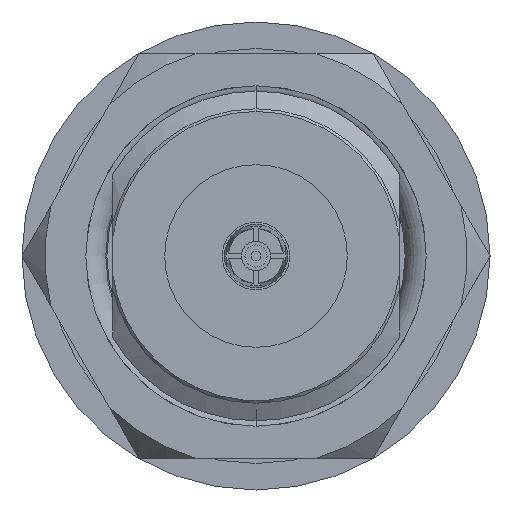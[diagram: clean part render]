
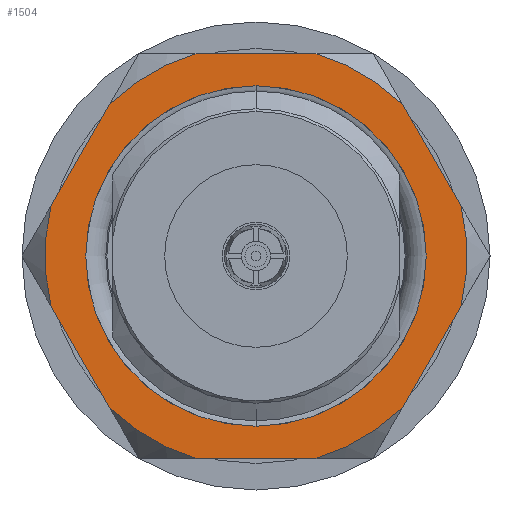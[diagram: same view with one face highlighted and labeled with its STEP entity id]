
A CAD part, left-side view. The second image highlights one B-rep face of the part: STEP entity #1504.
In plain terms, the highlighted face is planar.
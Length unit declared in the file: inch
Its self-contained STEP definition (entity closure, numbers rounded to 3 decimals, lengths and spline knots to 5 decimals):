
#162 = ORIENTED_EDGE ( 'NONE', *, *, #2076, .F. ) ;
#459 = CARTESIAN_POINT ( 'NONE',  ( 0.21651, 0.061, 0.375 ) ) ;
#501 = ORIENTED_EDGE ( 'NONE', *, *, #8558, .F. ) ;
#578 = ORIENTED_EDGE ( 'NONE', *, *, #14491, .F. ) ;
#598 = CARTESIAN_POINT ( 'NONE',  ( 0., 0.061, 0. ) ) ;
#678 = DIRECTION ( 'NONE',  ( 0., -1., 0. ) ) ;
#764 = CIRCLE ( 'NONE', #16014, 0.39056 ) ;
#864 = CARTESIAN_POINT ( 'NONE',  ( -0.37932, 0.061, -0.09299 ) ) ;
#1504 = ADVANCED_FACE ( 'NONE', ( #22803, #4748 ), #16391, .F. ) ;
#1575 = VERTEX_POINT ( 'NONE', #14769 ) ;
#2076 = EDGE_CURVE ( 'NONE', #13910, #22916, #21302, .T. ) ;
#3258 = EDGE_CURVE ( 'NONE', #17028, #22916, #22148, .T. ) ;
#3457 = CARTESIAN_POINT ( 'NONE',  ( 0.37932, 0.061, 0.09299 ) ) ;
#3493 = VECTOR ( 'NONE', #15736, 39.37008 ) ;
#3629 = ORIENTED_EDGE ( 'NONE', *, *, #18816, .F. ) ;
#3691 = VERTEX_POINT ( 'NONE', #14978 ) ;
#3789 = CARTESIAN_POINT ( 'NONE',  ( 0.2702, 0.061, 0.28201 ) ) ;
#3891 = CARTESIAN_POINT ( 'NONE',  ( 0., 0.061, 0. ) ) ;
#3894 = LINE ( 'NONE', #22874, #14135 ) ;
#4227 = VERTEX_POINT ( 'NONE', #6096 ) ;
#4631 = LINE ( 'NONE', #23907, #10377 ) ;
#4748 = FACE_OUTER_BOUND ( 'NONE', #16609, .T. ) ;
#5287 = DIRECTION ( 'NONE',  ( 0., -1., 0. ) ) ;
#5759 = EDGE_CURVE ( 'NONE', #17028, #13111, #19963, .T. ) ;
#5852 = ORIENTED_EDGE ( 'NONE', *, *, #7800, .F. ) ;
#6096 = CARTESIAN_POINT ( 'NONE',  ( -0.2702, 0.061, 0.28201 ) ) ;
#6171 = VERTEX_POINT ( 'NONE', #21250 ) ;
#6367 = VERTEX_POINT ( 'NONE', #3457 ) ;
#6570 = EDGE_CURVE ( 'NONE', #13910, #4227, #8182, .T. ) ;
#6638 = DIRECTION ( 'NONE',  ( 1., 0., 0. ) ) ;
#7116 = CARTESIAN_POINT ( 'NONE',  ( -0.64952, 0.061, 0.375 ) ) ;
#7341 = DIRECTION ( 'NONE',  ( 0., 1., 0. ) ) ;
#7555 = LINE ( 'NONE', #14881, #23188 ) ;
#7678 = CARTESIAN_POINT ( 'NONE',  ( 0.10913, 0.061, -0.375 ) ) ;
#7770 = DIRECTION ( 'NONE',  ( 0., -1., 0. ) ) ;
#7800 = EDGE_CURVE ( 'NONE', #3691, #23563, #11653, .T. ) ;
#7871 = CARTESIAN_POINT ( 'NONE',  ( -0.43301, 0.061, 0. ) ) ;
#7930 = CARTESIAN_POINT ( 'NONE',  ( 0., 0.061, 0. ) ) ;
#8050 = AXIS2_PLACEMENT_3D ( 'NONE', #7116, #22677, #9055 ) ;
#8176 = CIRCLE ( 'NONE', #8962, 0.39056 ) ;
#8182 = LINE ( 'NONE', #7871, #14489 ) ;
#8558 = EDGE_CURVE ( 'NONE', #1575, #23152, #16451, .T. ) ;
#8760 = CARTESIAN_POINT ( 'NONE',  ( -0.2702, 0.061, -0.28201 ) ) ;
#8883 = ORIENTED_EDGE ( 'NONE', *, *, #13566, .F. ) ;
#8962 = AXIS2_PLACEMENT_3D ( 'NONE', #7930, #23453, #9972 ) ;
#8977 = CARTESIAN_POINT ( 'NONE',  ( 0., 0.061, 0. ) ) ;
#9055 = DIRECTION ( 'NONE',  ( 0., 0., -1. ) ) ;
#9630 = AXIS2_PLACEMENT_3D ( 'NONE', #3891, #7770, #23147 ) ;
#9631 = ORIENTED_EDGE ( 'NONE', *, *, #10451, .F. ) ;
#9662 = DIRECTION ( 'NONE',  ( 0., 0., -1. ) ) ;
#9972 = DIRECTION ( 'NONE',  ( 0., 0., 1. ) ) ;
#9974 = ORIENTED_EDGE ( 'NONE', *, *, #18582, .T. ) ;
#9980 = CIRCLE ( 'NONE', #17687, 0.39056 ) ;
#10147 = VECTOR ( 'NONE', #20154, 39.37008 ) ;
#10377 = VECTOR ( 'NONE', #6638, 39.37008 ) ;
#10451 = EDGE_CURVE ( 'NONE', #13111, #13962, #4631, .T. ) ;
#10561 = EDGE_CURVE ( 'NONE', #6171, #6367, #764, .T. ) ;
#11031 = CARTESIAN_POINT ( 'NONE',  ( 0.2702, 0.061, -0.28201 ) ) ;
#11381 = DIRECTION ( 'NONE',  ( 0.5, 0., 0.866 ) ) ;
#11430 = CARTESIAN_POINT ( 'NONE',  ( 0., 0.061, 0. ) ) ;
#11653 = CIRCLE ( 'NONE', #21938, 0.315 ) ;
#11905 = ORIENTED_EDGE ( 'NONE', *, *, #5759, .F. ) ;
#12747 = CARTESIAN_POINT ( 'NONE',  ( -0.21651, 0.061, -0.375 ) ) ;
#13015 = DIRECTION ( 'NONE',  ( 0., 0., -1. ) ) ;
#13103 = CARTESIAN_POINT ( 'NONE',  ( 0., 0.061, 0. ) ) ;
#13111 = VERTEX_POINT ( 'NONE', #21397 ) ;
#13566 = EDGE_CURVE ( 'NONE', #6367, #20387, #3894, .T. ) ;
#13910 = VERTEX_POINT ( 'NONE', #19147 ) ;
#13962 = VERTEX_POINT ( 'NONE', #7678 ) ;
#14027 = DIRECTION ( 'NONE',  ( 0., 0., -1. ) ) ;
#14135 = VECTOR ( 'NONE', #15054, 39.37008 ) ;
#14489 = VECTOR ( 'NONE', #23313, 39.37008 ) ;
#14491 = EDGE_CURVE ( 'NONE', #23563, #3691, #18939, .T. ) ;
#14655 = CARTESIAN_POINT ( 'NONE',  ( 0., 0.061, -0.315 ) ) ;
#14769 = CARTESIAN_POINT ( 'NONE',  ( 0.10913, 0.061, 0.375 ) ) ;
#14801 = CARTESIAN_POINT ( 'NONE',  ( 0., 0.061, 0. ) ) ;
#14881 = CARTESIAN_POINT ( 'NONE',  ( 0.21651, 0.061, -0.375 ) ) ;
#14978 = CARTESIAN_POINT ( 'NONE',  ( 0., 0.061, 0.315 ) ) ;
#15054 = DIRECTION ( 'NONE',  ( -0.5, 0., 0.866 ) ) ;
#15736 = DIRECTION ( 'NONE',  ( -1., 0., 0. ) ) ;
#16014 = AXIS2_PLACEMENT_3D ( 'NONE', #8977, #5287, #13015 ) ;
#16319 = ORIENTED_EDGE ( 'NONE', *, *, #3258, .T. ) ;
#16391 = PLANE ( 'NONE',  #8050 ) ;
#16451 = LINE ( 'NONE', #459, #3493 ) ;
#16609 = EDGE_LOOP ( 'NONE', ( #21206, #9631, #11905, #16319, #162, #21713, #18198, #501, #9974, #8883, #17450, #3629 ) ) ;
#17028 = VERTEX_POINT ( 'NONE', #8760 ) ;
#17450 = ORIENTED_EDGE ( 'NONE', *, *, #10561, .F. ) ;
#17687 = AXIS2_PLACEMENT_3D ( 'NONE', #14801, #18688, #22625 ) ;
#18198 = ORIENTED_EDGE ( 'NONE', *, *, #20716, .F. ) ;
#18353 = EDGE_LOOP ( 'NONE', ( #5852, #578 ) ) ;
#18582 = EDGE_CURVE ( 'NONE', #1575, #20387, #8176, .T. ) ;
#18688 = DIRECTION ( 'NONE',  ( 0., -1., 0. ) ) ;
#18811 = EDGE_CURVE ( 'NONE', #13962, #22546, #9980, .T. ) ;
#18816 = EDGE_CURVE ( 'NONE', #22546, #6171, #7555, .T. ) ;
#18939 = CIRCLE ( 'NONE', #22372, 0.315 ) ;
#19097 = DIRECTION ( 'NONE',  ( 0., -1., 0. ) ) ;
#19147 = CARTESIAN_POINT ( 'NONE',  ( -0.37932, 0.061, 0.09299 ) ) ;
#19188 = CARTESIAN_POINT ( 'NONE',  ( -0.10913, 0.061, 0.375 ) ) ;
#19874 = AXIS2_PLACEMENT_3D ( 'NONE', #598, #678, #14027 ) ;
#19963 = CIRCLE ( 'NONE', #19874, 0.39056 ) ;
#20154 = DIRECTION ( 'NONE',  ( -0.5, 0., 0.866 ) ) ;
#20387 = VERTEX_POINT ( 'NONE', #3789 ) ;
#20716 = EDGE_CURVE ( 'NONE', #23152, #4227, #21078, .T. ) ;
#21078 = CIRCLE ( 'NONE', #23958, 0.39056 ) ;
#21135 = CARTESIAN_POINT ( 'NONE',  ( 0., 0.061, 0. ) ) ;
#21206 = ORIENTED_EDGE ( 'NONE', *, *, #18811, .F. ) ;
#21250 = CARTESIAN_POINT ( 'NONE',  ( 0.37932, 0.061, -0.09299 ) ) ;
#21302 = CIRCLE ( 'NONE', #9630, 0.39056 ) ;
#21397 = CARTESIAN_POINT ( 'NONE',  ( -0.10913, 0.061, -0.375 ) ) ;
#21713 = ORIENTED_EDGE ( 'NONE', *, *, #6570, .T. ) ;
#21938 = AXIS2_PLACEMENT_3D ( 'NONE', #21135, #7341, #22717 ) ;
#22148 = LINE ( 'NONE', #12747, #10147 ) ;
#22372 = AXIS2_PLACEMENT_3D ( 'NONE', #13103, #22437, #22778 ) ;
#22437 = DIRECTION ( 'NONE',  ( 0., 1., 0. ) ) ;
#22546 = VERTEX_POINT ( 'NONE', #11031 ) ;
#22625 = DIRECTION ( 'NONE',  ( 0., 0., -1. ) ) ;
#22677 = DIRECTION ( 'NONE',  ( 0., -1., 0. ) ) ;
#22717 = DIRECTION ( 'NONE',  ( 0., 0., 1. ) ) ;
#22778 = DIRECTION ( 'NONE',  ( 0., 0., 1. ) ) ;
#22803 = FACE_BOUND ( 'NONE', #18353, .T. ) ;
#22874 = CARTESIAN_POINT ( 'NONE',  ( 0.43301, 0.061, 0. ) ) ;
#22916 = VERTEX_POINT ( 'NONE', #864 ) ;
#23147 = DIRECTION ( 'NONE',  ( 0., 0., -1. ) ) ;
#23152 = VERTEX_POINT ( 'NONE', #19188 ) ;
#23188 = VECTOR ( 'NONE', #11381, 39.37008 ) ;
#23313 = DIRECTION ( 'NONE',  ( 0.5, 0., 0.866 ) ) ;
#23453 = DIRECTION ( 'NONE',  ( 0., 1., 0. ) ) ;
#23563 = VERTEX_POINT ( 'NONE', #14655 ) ;
#23907 = CARTESIAN_POINT ( 'NONE',  ( -0.21651, 0.061, -0.375 ) ) ;
#23958 = AXIS2_PLACEMENT_3D ( 'NONE', #11430, #19097, #9662 ) ;
